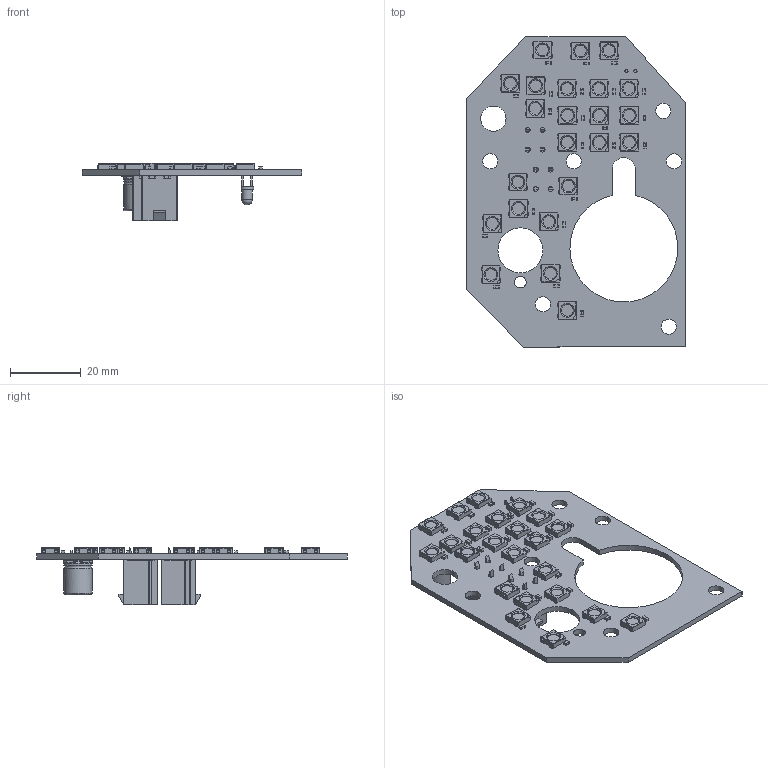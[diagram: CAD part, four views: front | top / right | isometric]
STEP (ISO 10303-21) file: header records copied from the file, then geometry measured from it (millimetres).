
FILE_DESCRIPTION(('KiCad electronic assembly'),'2;1');
FILE_NAME('Landing Gear Panel PCB V2.step','2021-01-04T14:59:21',( 'An Author'),('A Company'),'Open CASCADE STEP processor 6.9', 'KiCad to STEP converter','Unknown');
FILE_SCHEMA(('AUTOMOTIVE_DESIGN { 1 0 10303 214 1 1 1 1 }'));
Length unit declared in the file: millimetre
Products named in the file (14): Open CASCADE STEP translator 6.9 1; Molex_Mini-Fit_Jr_5566-04A_2x02_P4.20mm_Vertical; SOLID; C_0603_1608Metric; LED_WS2812B_PLCC4_5.0x5.0mm_P3.2mm; R_0603_1608Metric; LED_D3.0mm; CP_Elec_8x10; COMPOUND
Assembly tree (56 placements, depth 3):
  Open CASCADE STEP translator 6.9 1
    Molex_Mini-Fit_Jr_5566-04A_2x02_P4.20mm_Vertical  x2
      SOLID
    C_0603_1608Metric  x21
      SOLID
    LED_WS2812B_PLCC4_5.0x5.0mm_P3.2mm  x23
      SOLID
    R_0603_1608Metric
      SOLID
    LED_D3.0mm
      SOLID
    CP_Elec_8x10
      SOLID
    COMPOUND
Bounding box: 61.98 x 87.63 x 16.3 mm (x, y, z)
Volume: 9097.7 mm3; surface area: 14279.9 mm2
Topology: 50 solids, 50 shells, 2528 faces, 7128 edges, 4699 vertices
Faces by surface type: plane 1694, cylinder 803, cone 23, torus 4, bspline 2, sphere 1, revolution 1
Full cylindrical faces by diameter (mm): 0.9 x2, 1.4 x8, 3 x1, 3.302 x1, 3.333 x23, 4.305 x6, 7.142 x1, 8 x2, 12.7 x1
Entity records: 25643 total; most frequent: CARTESIAN_POINT 4761, DIRECTION 3640, LINE 2427, VECTOR 2427, ORIENTED_EDGE 1842, PCURVE 1842, DEFINITIONAL_REPRESENTATION 1842, EDGE_CURVE 921
